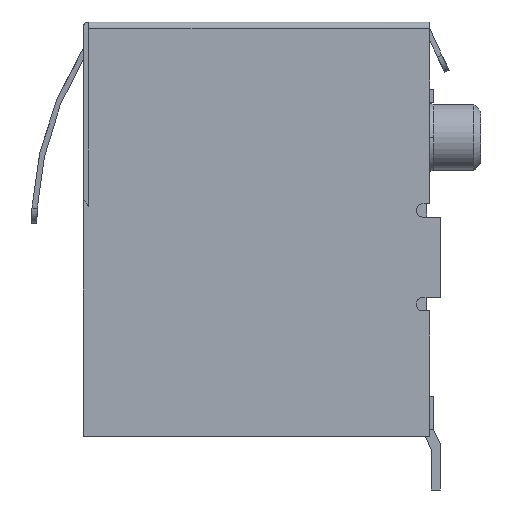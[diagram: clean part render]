
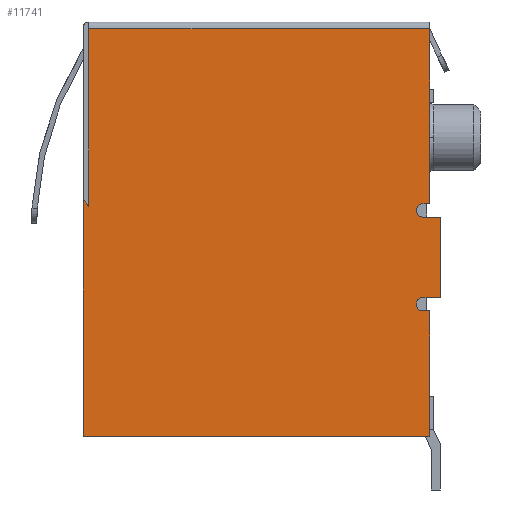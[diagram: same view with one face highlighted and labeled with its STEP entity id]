
A CAD part, left-side view. The second image highlights one B-rep face of the part: STEP entity #11741.
In plain terms, the highlighted planar face has unit normal (-1, 0, 0).
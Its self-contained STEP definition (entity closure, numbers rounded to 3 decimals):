
#335 = ORIENTED_EDGE ( 'NONE', *, *, #10603, .T. ) ;
#336 = ORIENTED_EDGE ( 'NONE', *, *, #1485, .T. ) ;
#337 = ORIENTED_EDGE ( 'NONE', *, *, #10590, .T. ) ;
#338 = ORIENTED_EDGE ( 'NONE', *, *, #19370, .T. ) ;
#339 = ORIENTED_EDGE ( 'NONE', *, *, #19109, .T. ) ;
#340 = ORIENTED_EDGE ( 'NONE', *, *, #19111, .F. ) ;
#341 = ORIENTED_EDGE ( 'NONE', *, *, #19112, .T. ) ;
#342 = ORIENTED_EDGE ( 'NONE', *, *, #10600, .T. ) ;
#343 = ORIENTED_EDGE ( 'NONE', *, *, #10597, .T. ) ;
#609 = ORIENTED_EDGE ( 'NONE', *, *, #10604, .T. ) ;
#610 = ORIENTED_EDGE ( 'NONE', *, *, #16450, .T. ) ;
#611 = ORIENTED_EDGE ( 'NONE', *, *, #10622, .T. ) ;
#612 = ORIENTED_EDGE ( 'NONE', *, *, #10594, .T. ) ;
#613 = ORIENTED_EDGE ( 'NONE', *, *, #19106, .T. ) ;
#1448 = EDGE_CURVE ( 'NONE', #8047, #7568, #8071, .T. ) ;
#1453 = CARTESIAN_POINT ( 'NONE',  ( -0.381, -0.356, -6.629 ) ) ;
#1474 = CARTESIAN_POINT ( 'NONE',  ( -0.381, -0.356, 0. ) ) ;
#1485 = EDGE_CURVE ( 'NONE', #7570, #7562, #8093, .T. ) ;
#2238 = CARTESIAN_POINT ( 'NONE',  ( -0.381, -0.102, -7.137 ) ) ;
#2244 = CARTESIAN_POINT ( 'NONE',  ( -0.381, -0.757, -10.185 ) ) ;
#2246 = CARTESIAN_POINT ( 'NONE',  ( -0.381, -0.757, -7.137 ) ) ;
#2426 = CARTESIAN_POINT ( 'NONE',  ( -0.381, -0.102, -10.185 ) ) ;
#2431 = CARTESIAN_POINT ( 'NONE',  ( -0.381, 0.152, -10.439 ) ) ;
#2432 = CARTESIAN_POINT ( 'NONE',  ( -0.381, -0.102, -6.629 ) ) ;
#2471 = CARTESIAN_POINT ( 'NONE',  ( -0.381, 0.152, -6.883 ) ) ;
#2640 = CARTESIAN_POINT ( 'NONE',  ( -0.381, 12.563, 0. ) ) ;
#2652 = CARTESIAN_POINT ( 'NONE',  ( -0.381, -0.102, -10.693 ) ) ;
#2659 = CARTESIAN_POINT ( 'NONE',  ( -0.381, -0.356, -15.443 ) ) ;
#2660 = CARTESIAN_POINT ( 'NONE',  ( -0.381, -0.356, -10.693 ) ) ;
#2661 = CARTESIAN_POINT ( 'NONE',  ( -0.381, 12.776, -6.446 ) ) ;
#2662 = CARTESIAN_POINT ( 'NONE',  ( -0.381, 12.563, -6.723 ) ) ;
#2665 = CARTESIAN_POINT ( 'NONE',  ( -0.381, 12.776, -15.443 ) ) ;
#2955 = DIRECTION ( 'NONE',  ( 1., 0., 0. ) ) ;
#2962 = CARTESIAN_POINT ( 'NONE',  ( -0.381, -0.102, -6.883 ) ) ;
#2963 = DIRECTION ( 'NONE',  ( 0., 1., 0. ) ) ;
#3012 = CARTESIAN_POINT ( 'NONE',  ( -0.381, -0.102, -10.439 ) ) ;
#3014 = DIRECTION ( 'NONE',  ( 1., 0., 0. ) ) ;
#3016 = DIRECTION ( 'NONE',  ( 0., 1., 0. ) ) ;
#3435 = DIRECTION ( 'NONE',  ( 0., 1., 0. ) ) ;
#3438 = CARTESIAN_POINT ( 'NONE',  ( -0.381, -0.429, -7.137 ) ) ;
#3517 = DIRECTION ( 'NONE',  ( 0., -1., 0. ) ) ;
#3525 = CARTESIAN_POINT ( 'NONE',  ( -0.381, -0.429, -10.185 ) ) ;
#4775 = CARTESIAN_POINT ( 'NONE',  ( -0.381, 12.776, -7.722 ) ) ;
#4776 = DIRECTION ( 'NONE',  ( 0., 0., -1. ) ) ;
#4789 = CARTESIAN_POINT ( 'NONE',  ( -0.381, -0.229, -6.629 ) ) ;
#4795 = CARTESIAN_POINT ( 'NONE',  ( -0.381, 6.17, 0. ) ) ;
#4796 = DIRECTION ( 'NONE',  ( 0., -1., 0. ) ) ;
#4797 = CARTESIAN_POINT ( 'NONE',  ( -0.381, -0.356, -3.188 ) ) ;
#4801 = DIRECTION ( 'NONE',  ( 0., 0., -1. ) ) ;
#4806 = DIRECTION ( 'NONE',  ( 0., 1., 0. ) ) ;
#6191 = LINE ( 'NONE', #4775, #6194 ) ;
#6194 = VECTOR ( 'NONE', #4776, 1000. ) ;
#6195 = LINE ( 'NONE', #4789, #6198 ) ;
#6197 = LINE ( 'NONE', #4797, #6200 ) ;
#6198 = VECTOR ( 'NONE', #4796, 1000. ) ;
#6199 = LINE ( 'NONE', #4795, #6202 ) ;
#6200 = VECTOR ( 'NONE', #4801, 1000. ) ;
#6202 = VECTOR ( 'NONE', #4806, 1000. ) ;
#7309 = AXIS2_PLACEMENT_3D ( 'NONE', #2962, #2955, #2963 ) ;
#7310 = AXIS2_PLACEMENT_3D ( 'NONE', #3012, #3014, #3016 ) ;
#7562 = VERTEX_POINT ( 'NONE', #2238 ) ;
#7568 = VERTEX_POINT ( 'NONE', #2244 ) ;
#7570 = VERTEX_POINT ( 'NONE', #2246 ) ;
#7873 = VERTEX_POINT ( 'NONE', #2640 ) ;
#7885 = VERTEX_POINT ( 'NONE', #2652 ) ;
#7892 = VERTEX_POINT ( 'NONE', #2659 ) ;
#7893 = VERTEX_POINT ( 'NONE', #2660 ) ;
#7894 = VERTEX_POINT ( 'NONE', #2661 ) ;
#7895 = VERTEX_POINT ( 'NONE', #2662 ) ;
#7898 = VERTEX_POINT ( 'NONE', #2665 ) ;
#7930 = VERTEX_POINT ( 'NONE', #1453 ) ;
#7936 = VERTEX_POINT ( 'NONE', #1474 ) ;
#8047 = VERTEX_POINT ( 'NONE', #2426 ) ;
#8048 = VERTEX_POINT ( 'NONE', #2431 ) ;
#8049 = VERTEX_POINT ( 'NONE', #2432 ) ;
#8057 = VERTEX_POINT ( 'NONE', #2471 ) ;
#8071 = LINE ( 'NONE', #3525, #8076 ) ;
#8076 = VECTOR ( 'NONE', #3517, 1000. ) ;
#8093 = LINE ( 'NONE', #3438, #8098 ) ;
#8098 = VECTOR ( 'NONE', #3435, 1000. ) ;
#8625 = CIRCLE ( 'NONE', #19461, 0.254 ) ;
#8632 = LINE ( 'NONE', #17735, #8634 ) ;
#8634 = VECTOR ( 'NONE', #17734, 1000. ) ;
#8637 = LINE ( 'NONE', #17715, #8640 ) ;
#8640 = VECTOR ( 'NONE', #17714, 1000. ) ;
#8643 = LINE ( 'NONE', #17719, #8645 ) ;
#8645 = VECTOR ( 'NONE', #17726, 1000. ) ;
#8648 = LINE ( 'NONE', #17698, #8651 ) ;
#8650 = CIRCLE ( 'NONE', #19465, 0.254 ) ;
#8651 = VECTOR ( 'NONE', #17697, 1000. ) ;
#8684 = LINE ( 'NONE', #17651, #8687 ) ;
#8687 = VECTOR ( 'NONE', #17650, 1000. ) ;
#8865 = FACE_OUTER_BOUND ( 'NONE', #14674, .T. ) ;
#9382 = LINE ( 'NONE', #10373, #9402 ) ;
#9402 = VECTOR ( 'NONE', #10389, 1000. ) ;
#10373 = CARTESIAN_POINT ( 'NONE',  ( -0.381, 6.01, -10.693 ) ) ;
#10389 = DIRECTION ( 'NONE',  ( 0., 1., 0. ) ) ;
#10590 = EDGE_CURVE ( 'NONE', #7562, #8057, #8625, .T. ) ;
#10594 = EDGE_CURVE ( 'NONE', #7898, #7892, #8632, .T. ) ;
#10597 = EDGE_CURVE ( 'NONE', #7895, #7894, #8637, .T. ) ;
#10600 = EDGE_CURVE ( 'NONE', #7873, #7895, #8643, .T. ) ;
#10603 = EDGE_CURVE ( 'NONE', #7568, #7570, #8648, .T. ) ;
#10604 = EDGE_CURVE ( 'NONE', #7885, #8048, #8650, .T. ) ;
#10622 = EDGE_CURVE ( 'NONE', #7892, #7893, #8684, .T. ) ;
#11741 = ADVANCED_FACE ( 'NONE', ( #8865 ), #19544, .T. ) ;
#11854 = ORIENTED_EDGE ( 'NONE', *, *, #1448, .T. ) ;
#14170 = ORIENTED_EDGE ( 'NONE', *, *, #19377, .T. ) ;
#14674 = EDGE_LOOP ( 'NONE', ( #613, #612, #611, #610, #609, #14170, #11854, #335, #336, #337, #338, #339, #340, #341, #342, #343 ) ) ;
#15032 = CIRCLE ( 'NONE', #7309, 0.254 ) ;
#15043 = CIRCLE ( 'NONE', #7310, 0.254 ) ;
#16450 = EDGE_CURVE ( 'NONE', #7893, #7885, #9382, .T. ) ;
#17650 = DIRECTION ( 'NONE',  ( 0., 0., 1. ) ) ;
#17651 = CARTESIAN_POINT ( 'NONE',  ( -0.381, -0.356, -7.722 ) ) ;
#17691 = DIRECTION ( 'NONE',  ( 0., 1., 0. ) ) ;
#17692 = DIRECTION ( 'NONE',  ( 1., 0., 0. ) ) ;
#17693 = CARTESIAN_POINT ( 'NONE',  ( -0.381, -0.102, -10.439 ) ) ;
#17697 = DIRECTION ( 'NONE',  ( 0., 0., 1. ) ) ;
#17698 = CARTESIAN_POINT ( 'NONE',  ( -0.381, -0.757, -7.722 ) ) ;
#17714 = DIRECTION ( 'NONE',  ( 0., 0.61, 0.792 ) ) ;
#17715 = CARTESIAN_POINT ( 'NONE',  ( -0.381, 12.563, -6.723 ) ) ;
#17719 = CARTESIAN_POINT ( 'NONE',  ( -0.381, 12.563, -7.722 ) ) ;
#17726 = DIRECTION ( 'NONE',  ( 0., 0., -1. ) ) ;
#17730 = DIRECTION ( 'NONE',  ( 0., 1., 0. ) ) ;
#17732 = DIRECTION ( 'NONE',  ( 1., 0., 0. ) ) ;
#17733 = CARTESIAN_POINT ( 'NONE',  ( -0.381, -0.102, -6.883 ) ) ;
#17734 = DIRECTION ( 'NONE',  ( 0., -1., 0. ) ) ;
#17735 = CARTESIAN_POINT ( 'NONE',  ( -0.381, 6.01, -15.443 ) ) ;
#19106 = EDGE_CURVE ( 'NONE', #7894, #7898, #6191, .T. ) ;
#19109 = EDGE_CURVE ( 'NONE', #8049, #7930, #6195, .T. ) ;
#19111 = EDGE_CURVE ( 'NONE', #7936, #7930, #6197, .T. ) ;
#19112 = EDGE_CURVE ( 'NONE', #7936, #7873, #6199, .T. ) ;
#19370 = EDGE_CURVE ( 'NONE', #8057, #8049, #15032, .T. ) ;
#19377 = EDGE_CURVE ( 'NONE', #8048, #8047, #15043, .T. ) ;
#19461 = AXIS2_PLACEMENT_3D ( 'NONE', #17733, #17732, #17730 ) ;
#19465 = AXIS2_PLACEMENT_3D ( 'NONE', #17693, #17692, #17691 ) ;
#19531 = DIRECTION ( 'NONE',  ( 0., 0., -1. ) ) ;
#19535 = DIRECTION ( 'NONE',  ( -1., 0., 0. ) ) ;
#19541 = CARTESIAN_POINT ( 'NONE',  ( -0.381, 12.776, 0. ) ) ;
#19544 = PLANE ( 'NONE',  #19677 ) ;
#19677 = AXIS2_PLACEMENT_3D ( 'NONE', #19541, #19535, #19531 ) ;
